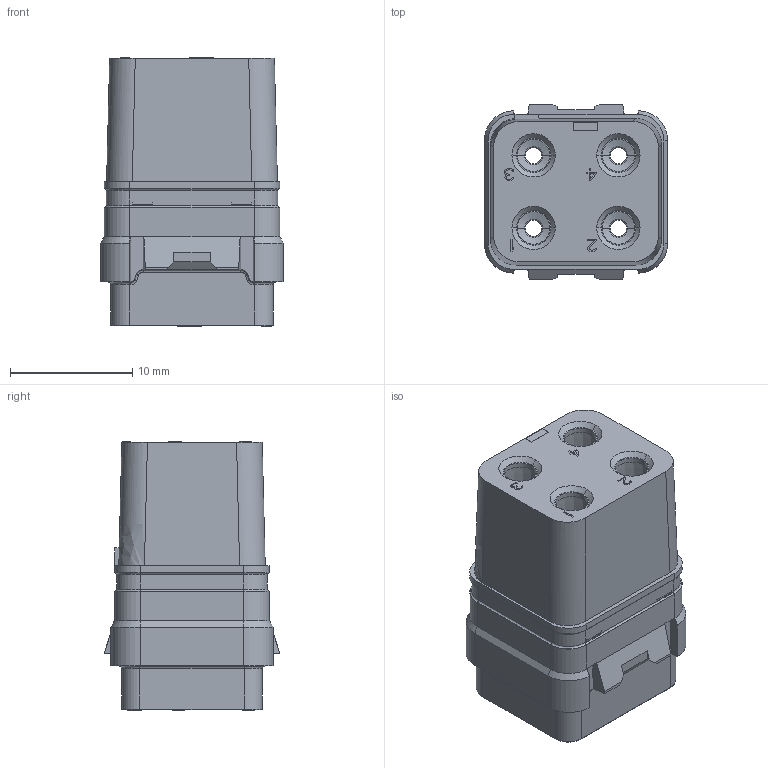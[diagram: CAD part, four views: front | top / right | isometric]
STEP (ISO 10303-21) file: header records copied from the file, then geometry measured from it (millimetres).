
FILE_DESCRIPTION((''),'2;1');
FILE_NAME('SIMM0412SN','2019-12-13T',('presta_be4'),(''),'CREO PARAMETRIC BY PTC INC, 2018360','CREO PARAMETRIC BY PTC INC, 2018360','');
FILE_SCHEMA(('CONFIG_CONTROL_DESIGN'));
Length unit declared in the file: millimetre
Products named in the file (1): SIMM0412SN
Bounding box: 15 x 14.3 x 21.97 mm (x, y, z)
Volume: 2089.1 mm3; surface area: 3266.7 mm2
Topology: 1 solids, 1 shells, 787 faces, 1972 edges, 1224 vertices
Faces by surface type: plane 417, cylinder 142, torus 120, cone 96, bspline 12
Entity records: 24776 total; most frequent: CARTESIAN_POINT 5589, DIRECTION 4064, ORIENTED_EDGE 3944, EDGE_CURVE 1972, AXIS2_PLACEMENT_3D 1373, VECTOR 1318, LINE 1318, VERTEX_POINT 1224
